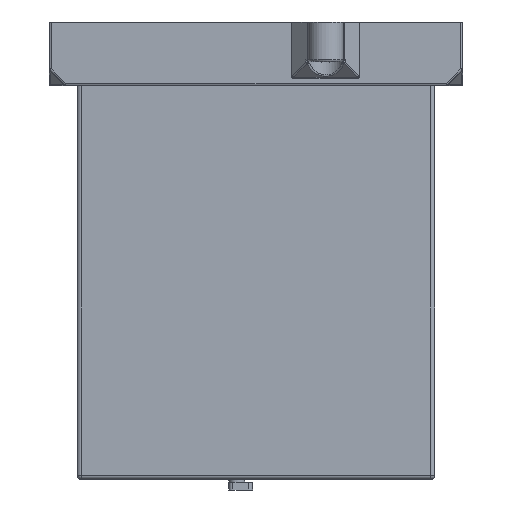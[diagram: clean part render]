
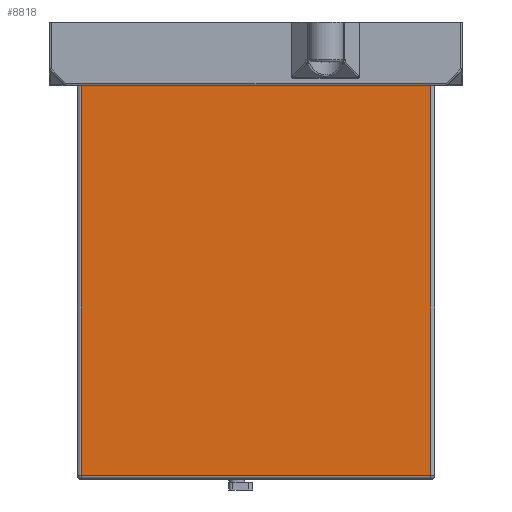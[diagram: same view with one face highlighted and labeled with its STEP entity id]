
A CAD part, left-side view. The second image highlights one B-rep face of the part: STEP entity #8818.
In plain terms, the highlighted planar face has unit normal (-1, 0, 0).
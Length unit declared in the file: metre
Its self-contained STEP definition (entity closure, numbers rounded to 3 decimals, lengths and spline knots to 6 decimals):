
#3521=DIRECTION('',(0.,1.,0.));
#3522=VECTOR('',#3521,0.088);
#3523=CARTESIAN_POINT('',(-0.044,-0.044,-0.089));
#3524=LINE('',#3523,#3522);
#3783=DIRECTION('',(0.,0.,-1.));
#3784=VECTOR('',#3783,0.098);
#3785=CARTESIAN_POINT('',(-0.044,-0.044,0.009));
#3786=LINE('',#3785,#3784);
#3791=DIRECTION('',(0.,1.,0.));
#3792=VECTOR('',#3791,0.088);
#3793=CARTESIAN_POINT('',(-0.044,-0.044,0.009));
#3794=LINE('',#3793,#3792);
#4600=DIRECTION('',(0.,0.,1.));
#4601=VECTOR('',#4600,0.098);
#4602=CARTESIAN_POINT('',(-0.044,0.044,-0.089));
#4603=LINE('',#4602,#4601);
#5080=CARTESIAN_POINT('',(-0.044,-0.044,0.009));
#5081=VERTEX_POINT('',#5080);
#5082=CARTESIAN_POINT('',(-0.044,0.044,0.009));
#5083=VERTEX_POINT('',#5082);
#5194=CARTESIAN_POINT('',(-0.044,0.044,-0.089));
#5195=VERTEX_POINT('',#5194);
#5196=CARTESIAN_POINT('',(-0.044,-0.044,-0.089));
#5197=VERTEX_POINT('',#5196);
#8805=CARTESIAN_POINT('',(-0.044,0.,-0.04));
#8806=DIRECTION('',(1.,0.,0.));
#8807=DIRECTION('',(0.,-1.,0.));
#8808=AXIS2_PLACEMENT_3D('',#8805,#8806,#8807);
#8809=PLANE('',#8808);
#8811=ORIENTED_EDGE('',*,*,#8810,.F.);
#8812=ORIENTED_EDGE('',*,*,#8789,.T.);
#8813=ORIENTED_EDGE('',*,*,#8326,.T.);
#8815=ORIENTED_EDGE('',*,*,#8814,.T.);
#8816=EDGE_LOOP('',(#8811,#8812,#8813,#8815));
#8817=FACE_OUTER_BOUND('',#8816,.F.);
#8818=ADVANCED_FACE('',(#8817),#8809,.F.);
#8326=EDGE_CURVE('',#5197,#5195,#3524,.T.);
#8789=EDGE_CURVE('',#5081,#5197,#3786,.T.);
#8810=EDGE_CURVE('',#5081,#5083,#3794,.T.);
#8814=EDGE_CURVE('',#5195,#5083,#4603,.T.);
